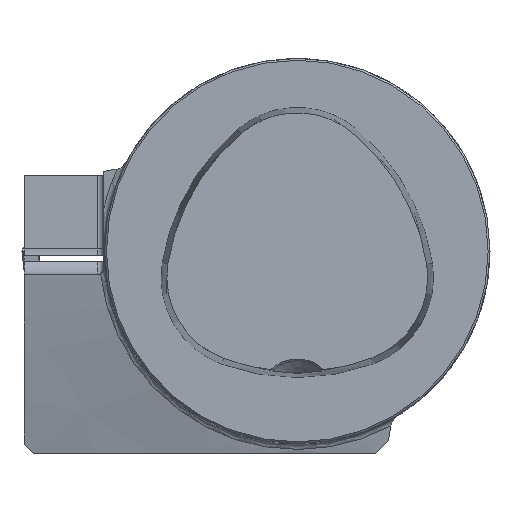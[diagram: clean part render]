
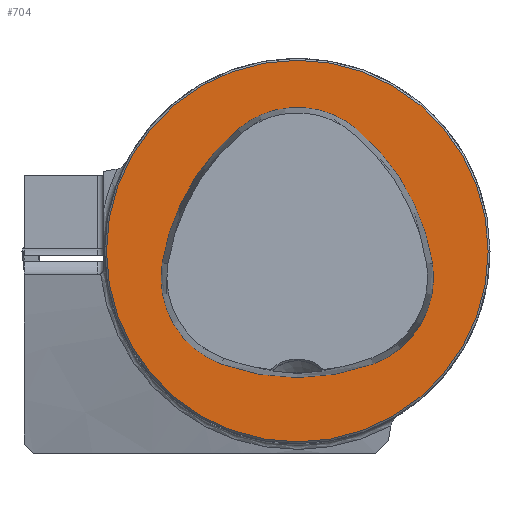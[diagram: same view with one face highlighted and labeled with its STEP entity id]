
A CAD part, top view. The second image highlights one B-rep face of the part: STEP entity #704.
In plain terms, the highlighted planar face has unit normal (0, 0, 1).
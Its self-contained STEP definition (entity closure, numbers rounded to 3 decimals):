
#157=FACE_BOUND('',#1023,.T.);
#158=FACE_BOUND('',#1024,.T.);
#241=PLANE('',#2880);
#704=ADVANCED_FACE('CU_FL_N1_SU_1',(#157,#158),#241,.T.);
#1023=EDGE_LOOP('',(#1424,#1425,#1426,#1427,#1428,#1429));
#1024=EDGE_LOOP('',(#1430));
#1171=CIRCLE('',#2871,36.075);
#1173=CIRCLE('',#2874,36.075);
#1174=CIRCLE('',#2875,15.075);
#1175=CIRCLE('',#2876,36.075);
#1176=CIRCLE('',#2877,15.075);
#1177=CIRCLE('',#2878,15.075);
#1178=CIRCLE('',#2879,31.2);
#1424=ORIENTED_EDGE('',*,*,#2432,.F.);
#1425=ORIENTED_EDGE('',*,*,#2433,.F.);
#1426=ORIENTED_EDGE('',*,*,#2434,.F.);
#1427=ORIENTED_EDGE('',*,*,#2435,.F.);
#1428=ORIENTED_EDGE('',*,*,#2429,.F.);
#1429=ORIENTED_EDGE('',*,*,#2436,.F.);
#1430=ORIENTED_EDGE('',*,*,#2437,.T.);
#2145=VERTEX_POINT('',#4363);
#2146=VERTEX_POINT('',#4365);
#2148=VERTEX_POINT('',#4371);
#2149=VERTEX_POINT('',#4372);
#2150=VERTEX_POINT('',#4374);
#2151=VERTEX_POINT('',#4376);
#2152=VERTEX_POINT('',#4380);
#2429=EDGE_CURVE('',#2145,#2146,#1171,.T.);
#2432=EDGE_CURVE('',#2148,#2149,#1173,.T.);
#2433=EDGE_CURVE('',#2150,#2148,#1174,.T.);
#2434=EDGE_CURVE('',#2151,#2150,#1175,.T.);
#2435=EDGE_CURVE('',#2146,#2151,#1176,.T.);
#2436=EDGE_CURVE('',#2149,#2145,#1177,.T.);
#2437=EDGE_CURVE('',#2152,#2152,#1178,.T.);
#2871=AXIS2_PLACEMENT_3D('',#4364,#3245,#3246);
#2874=AXIS2_PLACEMENT_3D('',#4370,#3252,#3253);
#2875=AXIS2_PLACEMENT_3D('',#4373,#3254,#3255);
#2876=AXIS2_PLACEMENT_3D('',#4375,#3256,#3257);
#2877=AXIS2_PLACEMENT_3D('',#4377,#3258,#3259);
#2878=AXIS2_PLACEMENT_3D('',#4378,#3260,#3261);
#2879=AXIS2_PLACEMENT_3D('',#4379,#3262,#3263);
#2880=AXIS2_PLACEMENT_3D('',#4381,#3264,#3265);
#3245=DIRECTION('',(0.,0.,1.));
#3246=DIRECTION('',(1.,0.,0.));
#3252=DIRECTION('',(0.,0.,1.));
#3253=DIRECTION('',(1.,0.,0.));
#3254=DIRECTION('',(0.,0.,1.));
#3255=DIRECTION('',(1.,0.,0.));
#3256=DIRECTION('',(0.,0.,1.));
#3257=DIRECTION('',(1.,0.,0.));
#3258=DIRECTION('',(0.,0.,1.));
#3259=DIRECTION('',(1.,0.,0.));
#3260=DIRECTION('',(0.,0.,1.));
#3261=DIRECTION('',(1.,0.,0.));
#3262=DIRECTION('',(0.,0.,1.));
#3263=DIRECTION('',(1.,0.,0.));
#3264=DIRECTION('',(0.,0.,1.));
#3265=DIRECTION('',(1.,0.,0.));
#4363=CARTESIAN_POINT('',(-12.368,-18.489,0.));
#4364=CARTESIAN_POINT('',(0.,15.4,0.));
#4365=CARTESIAN_POINT('',(12.368,-18.489,0.));
#4370=CARTESIAN_POINT('',(13.535,-7.656,0.));
#4371=CARTESIAN_POINT('',(-9.716,19.927,0.));
#4372=CARTESIAN_POINT('',(-22.084,-1.937,0.));
#4373=CARTESIAN_POINT('',(0.,8.4,0.));
#4374=CARTESIAN_POINT('',(9.716,19.927,0.));
#4375=CARTESIAN_POINT('',(-13.535,-7.656,0.));
#4376=CARTESIAN_POINT('',(22.084,-1.937,0.));
#4377=CARTESIAN_POINT('',(7.2,-4.327,0.));
#4378=CARTESIAN_POINT('',(-7.2,-4.327,0.));
#4379=CARTESIAN_POINT('',(0.,0.,0.));
#4380=CARTESIAN_POINT('',(31.2,0.,0.));
#4381=CARTESIAN_POINT('',(0.,0.,0.));
